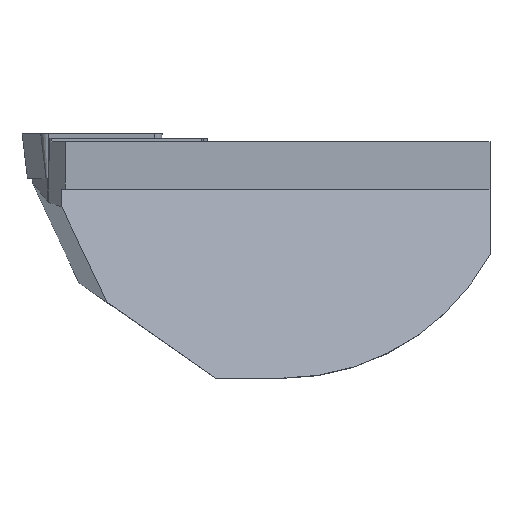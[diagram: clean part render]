
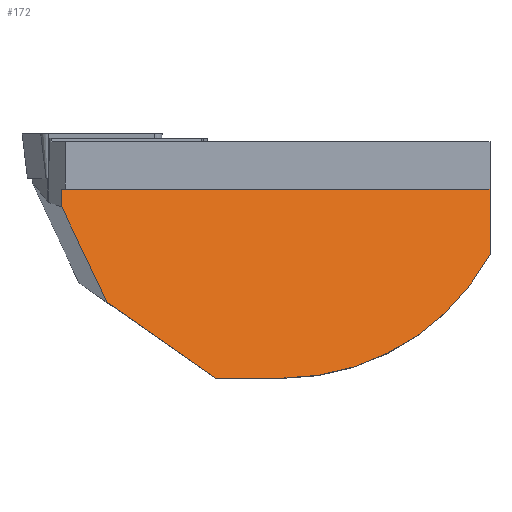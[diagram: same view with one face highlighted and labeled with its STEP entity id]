
A CAD part, top view. The second image highlights one B-rep face of the part: STEP entity #172.
In plain terms, the highlighted planar face has unit normal (0, 0.259, 0.966).
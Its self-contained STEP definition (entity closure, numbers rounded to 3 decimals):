
#139=ELLIPSE('',#988,25.882,25.);
#172=ADVANCED_FACE('',(#249),#217,.F.);
#217=PLANE('',#989);
#249=FACE_OUTER_BOUND('',#285,.T.);
#285=EDGE_LOOP('',(#381,#382,#383,#384,#385,#386,#387));
#381=ORIENTED_EDGE('',*,*,#676,.F.);
#382=ORIENTED_EDGE('',*,*,#677,.F.);
#383=ORIENTED_EDGE('',*,*,#678,.T.);
#384=ORIENTED_EDGE('',*,*,#679,.T.);
#385=ORIENTED_EDGE('',*,*,#680,.T.);
#386=ORIENTED_EDGE('',*,*,#681,.F.);
#387=ORIENTED_EDGE('',*,*,#648,.F.);
#568=VERTEX_POINT('',#1339);
#569=VERTEX_POINT('',#1341);
#591=VERTEX_POINT('',#1396);
#592=VERTEX_POINT('',#1398);
#593=VERTEX_POINT('',#1400);
#594=VERTEX_POINT('',#1402);
#595=VERTEX_POINT('',#1404);
#648=EDGE_CURVE('',#568,#569,#758,.T.);
#676=EDGE_CURVE('',#591,#568,#782,.T.);
#677=EDGE_CURVE('',#592,#591,#783,.T.);
#678=EDGE_CURVE('',#592,#593,#784,.T.);
#679=EDGE_CURVE('',#593,#594,#139,.T.);
#680=EDGE_CURVE('',#594,#595,#785,.T.);
#681=EDGE_CURVE('',#569,#595,#786,.T.);
#758=LINE('',#1340,#840);
#782=LINE('',#1395,#864);
#783=LINE('',#1397,#865);
#784=LINE('',#1399,#866);
#785=LINE('',#1403,#867);
#786=LINE('',#1405,#868);
#840=VECTOR('',#1081,1.);
#864=VECTOR('',#1123,1.);
#865=VECTOR('',#1124,1.);
#866=VECTOR('',#1125,1.);
#867=VECTOR('',#1128,1.);
#868=VECTOR('',#1129,1.);
#988=AXIS2_PLACEMENT_3D('',#1401,#1126,#1127);
#989=AXIS2_PLACEMENT_3D('',#1406,#1130,#1131);
#1081=DIRECTION('',(-0.024,0.966,-0.259));
#1123=DIRECTION('',(-0.419,0.877,-0.235));
#1124=DIRECTION('',(-0.81,0.567,-0.152));
#1125=DIRECTION('',(1.,0.,0.));
#1126=DIRECTION('',(0.,0.259,0.966));
#1127=DIRECTION('',(0.,-0.966,0.259));
#1128=DIRECTION('',(0.,0.966,-0.259));
#1129=DIRECTION('',(1.,0.,0.));
#1130=DIRECTION('',(0.,-0.259,-0.966));
#1131=DIRECTION('',(0.,-0.966,0.259));
#1339=CARTESIAN_POINT('',(-23.287,-6.884,0.505));
#1340=CARTESIAN_POINT('',(-22.885,-23.229,4.884));
#1341=CARTESIAN_POINT('',(-23.334,-5.,0.));
#1395=CARTESIAN_POINT('',(-29.608,6.354,-3.042));
#1396=CARTESIAN_POINT('',(-18.469,-16.977,3.209));
#1397=CARTESIAN_POINT('',(-67.968,17.682,-6.078));
#1398=CARTESIAN_POINT('',(-7.011,-25.,5.359));
#1399=CARTESIAN_POINT('',(-100.,-25.,5.359));
#1400=CARTESIAN_POINT('',(0.,-25.,5.359));
#1401=CARTESIAN_POINT('',(0.,0.,-1.34));
#1402=CARTESIAN_POINT('',(22.,-11.874,1.842));
#1403=CARTESIAN_POINT('',(22.,-25.,5.359));
#1404=CARTESIAN_POINT('',(22.,-5.,0.));
#1405=CARTESIAN_POINT('',(-100.,-5.,0.));
#1406=CARTESIAN_POINT('',(-100.,-25.,5.359));
